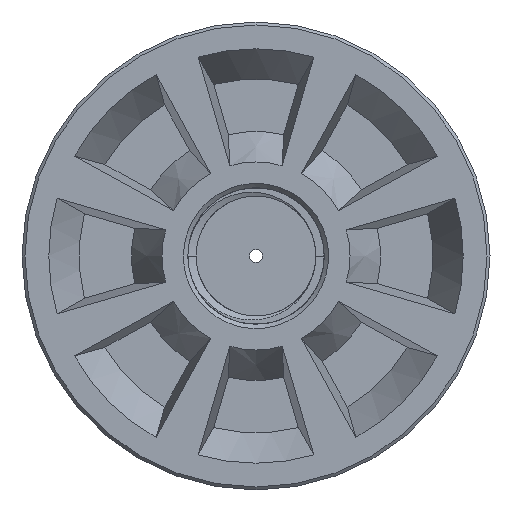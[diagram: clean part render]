
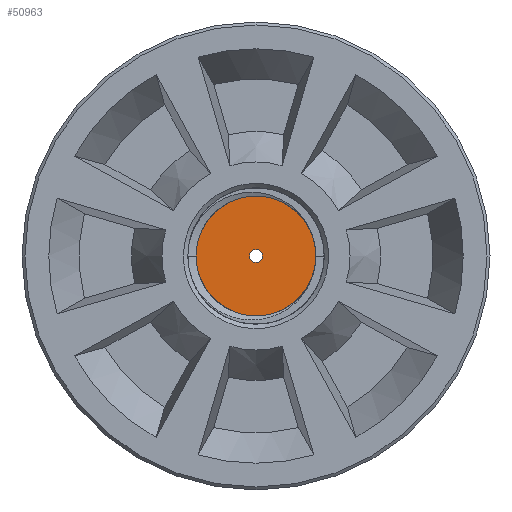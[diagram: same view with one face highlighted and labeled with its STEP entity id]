
A CAD part, front view. The second image highlights one B-rep face of the part: STEP entity #50963.
In plain terms, the highlighted planar face has unit normal (0, -1, 0).
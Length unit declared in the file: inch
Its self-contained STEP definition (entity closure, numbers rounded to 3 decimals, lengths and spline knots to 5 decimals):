
#50932=CARTESIAN_POINT('',(-0.0625,0.,0.0));
#50933=VERTEX_POINT('',#50932);
#50934=CARTESIAN_POINT('',(0.,0.,0.0));
#50935=DIRECTION('',(0.0,1.0,0.0));
#50936=DIRECTION('',(-1.0,0.0,0.0));
#50937=AXIS2_PLACEMENT_3D('',#50934,#50935,#50936);
#50938=CIRCLE('',#50937,0.0625);
#50939=EDGE_CURVE('',#50933,#50933,#50938,.T.);
#50944=CARTESIAN_POINT('',(-0.99125,0.,0.0));
#50945=DIRECTION('',(0.0,-1.0,0.0));
#50946=DIRECTION('',(0.0,0.0,-1.0));
#50947=AXIS2_PLACEMENT_3D('',#50944,#50945,#50946);
#50948=PLANE('',#50947);
#50949=CARTESIAN_POINT('',(-1.9825,0.,0.0));
#50950=VERTEX_POINT('',#50949);
#50951=CARTESIAN_POINT('',(0.,0.,0.0));
#50952=DIRECTION('',(0.0,1.0,0.0));
#50953=DIRECTION('',(-1.0,0.0,0.0));
#50954=AXIS2_PLACEMENT_3D('',#50951,#50952,#50953);
#50955=CIRCLE('',#50954,1.9825);
#50956=EDGE_CURVE('',#50950,#50950,#50955,.T.);
#50957=ORIENTED_EDGE('',*,*,#50956,.F.);
#50958=EDGE_LOOP('',(#50957));
#50959=FACE_OUTER_BOUND('',#50958,.T.);
#50960=ORIENTED_EDGE('',*,*,#50939,.T.);
#50961=EDGE_LOOP('',(#50960));
#50962=FACE_BOUND('',#50961,.T.);
#50963=ADVANCED_FACE('',(#50959,#50962),#50948,.T.);
